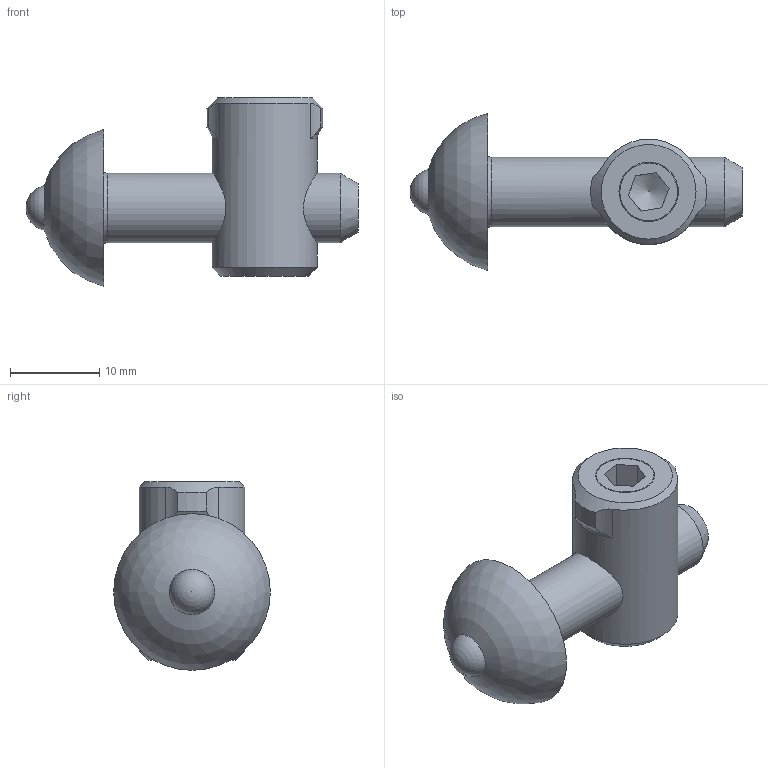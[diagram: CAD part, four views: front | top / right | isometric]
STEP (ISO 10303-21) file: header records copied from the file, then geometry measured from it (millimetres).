
FILE_DESCRIPTION(/* description */ ('KriTec Zentralverbinder 8 einschiebbar ohne Verdrehsicherung'),/* implementation_level */ '2;1');
FILE_NAME(/* name */ '13039_KriTec_Zentralverbinder_8_einschiebbar_ohne_Verdrehsicherung.stp',/* time_stamp */ '2019-12-17T08:59:39+01:00',/* author */ ('Nell'),/* organization */ (''),/* preprocessor_version */ 'ST-DEVELOPER v17',/* originating_system */ 'Autodesk Inventor 2018',/* authorisation */ '');
FILE_SCHEMA (('AUTOMOTIVE_DESIGN { 1 0 10303 214 3 1 1 }'));
Length unit declared in the file: millimetre
Products named in the file (1): 13039
Bounding box: 37.18 x 17.55 x 21.13 mm (x, y, z)
Volume: 3882.3 mm3; surface area: 3221.7 mm2
Topology: 5 solids, 6 shells, 45 faces, 113 edges, 75 vertices
Faces by surface type: cylinder 13, plane 13, cone 11, sphere 4, torus 3, bspline 1
Full cylindrical faces by diameter (mm): 5.1 x2, 6.65 x1, 7.8 x1, 8 x2, 11.8 x1
Entity records: 3077 total; most frequent: CARTESIAN_POINT 2000, ORIENTED_EDGE 212, DIRECTION 210, EDGE_CURVE 106, AXIS2_PLACEMENT_3D 87, VERTEX_POINT 75, EDGE_LOOP 51, FACE_OUTER_BOUND 45
